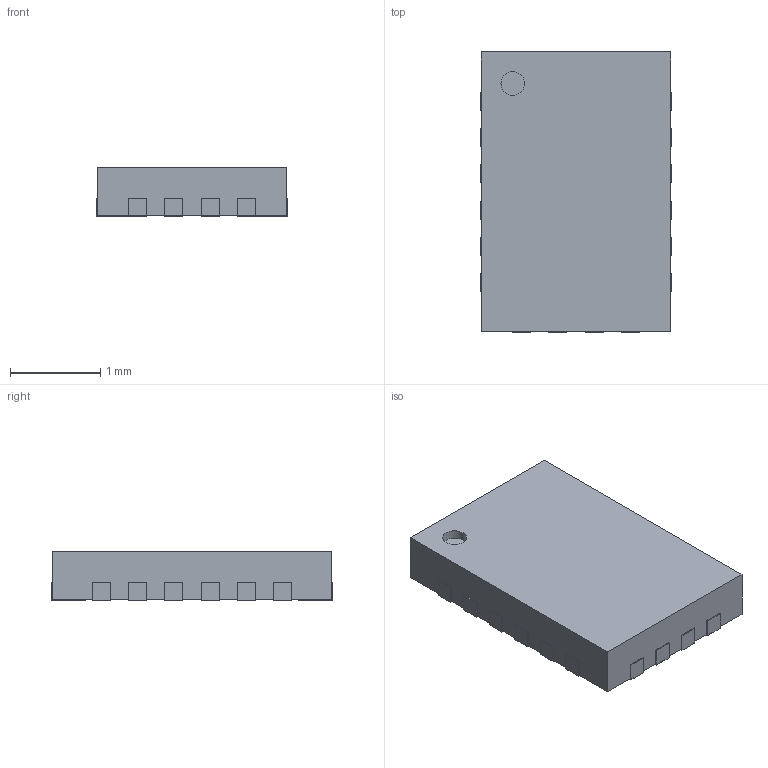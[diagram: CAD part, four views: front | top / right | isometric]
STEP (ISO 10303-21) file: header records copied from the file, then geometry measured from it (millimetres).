
FILE_DESCRIPTION(/* description */ ('STEP AP242','CAx-IF Rec.Pracs.---Representation and Presentation of Product Manufacturing Information (PMI)---4.0---2014-10-13','CAx-IF Rec.Pracs.---3D Tessellated Geometry---0.4---2014-09-14','2;1'),/* implementation_level */ '2;1');
FILE_NAME(/* name */ '68bf2d01ca2c37e0fb37ea16',/* time_stamp */ '2025-09-08T19:22:42Z',/* author */ (''),/* organization */ (''),/* preprocessor_version */ 'ST-DEVELOPER v20',/* originating_system */ 'ONSHAPE BY PTC INC, 1.203',/* authorisation */ ' ');
FILE_SCHEMA (('AP242_MANAGED_MODEL_BASED_3D_ENGINEERING_MIM_LF { 1 0 10303 442 1 1 4 }'));
Length unit declared in the file: metre
Products named in the file (22): UQFN20
Bounding box: 2.12 x 3.12 x 0.55 mm (x, y, z)
Volume: 3.5 mm3; surface area: 23.7 mm2
Topology: 21 solids, 22 shells, 169 faces, 377 edges, 252 vertices
Faces by surface type: plane 168, cylinder 1
Full cylindrical faces by diameter (mm): 0.263 x1
Entity records: 5134 total; most frequent: CARTESIAN_POINT 819, DIRECTION 762, ORIENTED_EDGE 750, EDGE_CURVE 376, LINE 372, VECTOR 372, VERTEX_POINT 252, AXIS2_PLACEMENT_3D 195
